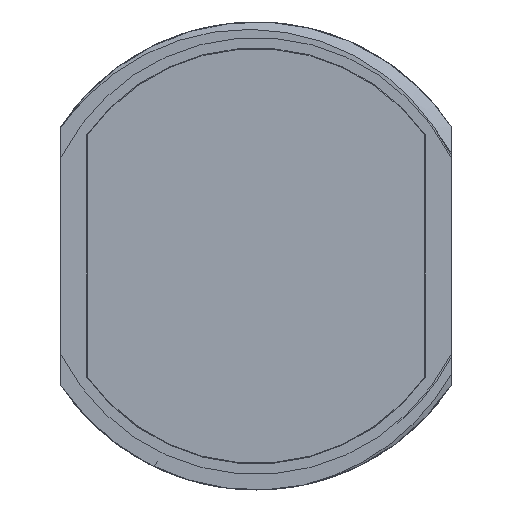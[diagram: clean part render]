
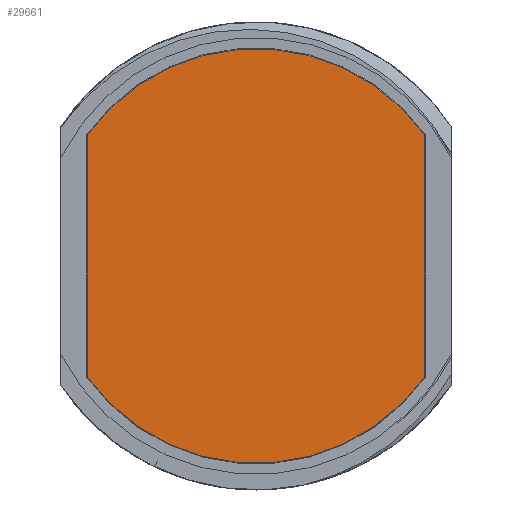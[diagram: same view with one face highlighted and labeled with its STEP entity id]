
A CAD part, left-side view. The second image highlights one B-rep face of the part: STEP entity #29661.
In plain terms, the highlighted planar face has unit normal (-1, 0, 0).
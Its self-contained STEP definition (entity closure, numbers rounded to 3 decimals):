
#14047=CARTESIAN_POINT('',(-23.91,0.,0.));
#14048=DIRECTION('',(1.,0.,0.));
#14049=DIRECTION('',(0.,0.812,0.584));
#14050=AXIS2_PLACEMENT_3D('',#14047,#14048,#14049);
#14052=DIRECTION('',(0.,0.,-1.));
#14053=VECTOR('',#14052,9.311);
#14054=CARTESIAN_POINT('',(-23.91,-6.475,4.656));
#14055=LINE('',#14054,#14053);
#14056=CARTESIAN_POINT('',(-23.91,0.,0.));
#14057=DIRECTION('',(1.,0.,0.));
#14058=DIRECTION('',(0.,-0.812,-0.584));
#14059=AXIS2_PLACEMENT_3D('',#14056,#14057,#14058);
#14061=DIRECTION('',(0.,0.,1.));
#14062=VECTOR('',#14061,9.311);
#14063=CARTESIAN_POINT('',(-23.91,6.475,-4.656));
#14064=LINE('',#14063,#14062);
#15096=CARTESIAN_POINT('',(-23.91,6.475,4.656));
#15097=CARTESIAN_POINT('',(-23.91,-6.475,4.656));
#15098=VERTEX_POINT('',#15096);
#15099=VERTEX_POINT('',#15097);
#15100=CARTESIAN_POINT('',(-23.91,-6.475,-4.656));
#15101=VERTEX_POINT('',#15100);
#15102=CARTESIAN_POINT('',(-23.91,6.475,-4.656));
#15103=VERTEX_POINT('',#15102);
#29647=CARTESIAN_POINT('',(-23.91,0.,0.));
#29648=DIRECTION('',(1.,0.,0.));
#29649=DIRECTION('',(0.,0.,-1.));
#29650=AXIS2_PLACEMENT_3D('',#29647,#29648,#29649);
#29651=PLANE('',#29650);
#29652=ORIENTED_EDGE('',*,*,#29637,.T.);
#29654=ORIENTED_EDGE('',*,*,#29653,.T.);
#29656=ORIENTED_EDGE('',*,*,#29655,.T.);
#29658=ORIENTED_EDGE('',*,*,#29657,.T.);
#29659=EDGE_LOOP('',(#29652,#29654,#29656,#29658));
#29660=FACE_OUTER_BOUND('',#29659,.F.);
#29661=ADVANCED_FACE('',(#29660),#29651,.F.);
#14051=CIRCLE('',#14050,7.975);
#14060=CIRCLE('',#14059,7.975);
#29637=EDGE_CURVE('',#15098,#15099,#14051,.T.);
#29653=EDGE_CURVE('',#15099,#15101,#14055,.T.);
#29655=EDGE_CURVE('',#15101,#15103,#14060,.T.);
#29657=EDGE_CURVE('',#15103,#15098,#14064,.T.);
